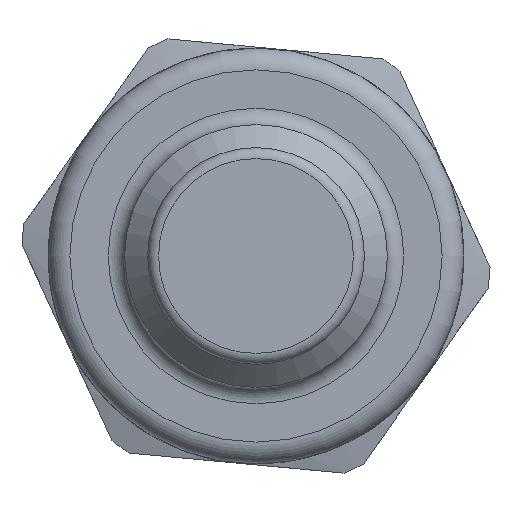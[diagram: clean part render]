
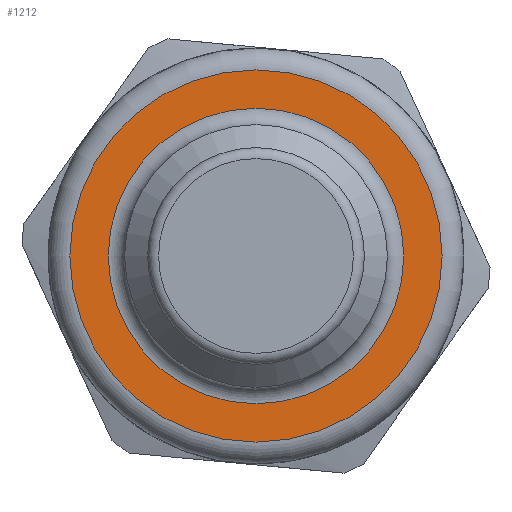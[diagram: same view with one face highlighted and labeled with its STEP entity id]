
A CAD part, left-side view. The second image highlights one B-rep face of the part: STEP entity #1212.
In plain terms, the highlighted planar face has unit normal (-1, 0, 0).
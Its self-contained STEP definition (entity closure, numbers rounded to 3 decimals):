
#1170=CARTESIAN_POINT('',(20.0,8.5,0.0));
#1171=VERTEX_POINT('',#1170);
#1172=CARTESIAN_POINT('',(20.0,0.0,0.0));
#1173=DIRECTION('',(1.0,0.0,0.0));
#1174=DIRECTION('',(0.0,-1.0,0.0));
#1175=AXIS2_PLACEMENT_3D('',#1172,#1173,#1174);
#1176=CIRCLE('',#1175,8.5);
#1177=EDGE_CURVE('',#1171,#1171,#1176,.T.);
#1193=CARTESIAN_POINT('',(20.0,7.75,0.0));
#1194=DIRECTION('',(-1.0,0.0,0.0));
#1195=DIRECTION('',(0.0,0.0,1.0));
#1196=AXIS2_PLACEMENT_3D('',#1193,#1194,#1195);
#1197=PLANE('',#1196);
#1198=ORIENTED_EDGE('',*,*,#1177,.F.);
#1199=EDGE_LOOP('',(#1198));
#1200=FACE_OUTER_BOUND('',#1199,.T.);
#1201=CARTESIAN_POINT('',(20.0,6.75,0.));
#1202=VERTEX_POINT('',#1201);
#1203=CARTESIAN_POINT('',(20.0,0.0,0.0));
#1204=DIRECTION('',(-1.0,0.0,0.0));
#1205=DIRECTION('',(0.0,-1.0,0.0));
#1206=AXIS2_PLACEMENT_3D('',#1203,#1204,#1205);
#1207=CIRCLE('',#1206,6.75);
#1208=EDGE_CURVE('',#1202,#1202,#1207,.T.);
#1209=ORIENTED_EDGE('',*,*,#1208,.F.);
#1210=EDGE_LOOP('',(#1209));
#1211=FACE_BOUND('',#1210,.T.);
#1212=ADVANCED_FACE('',(#1200,#1211),#1197,.T.);
